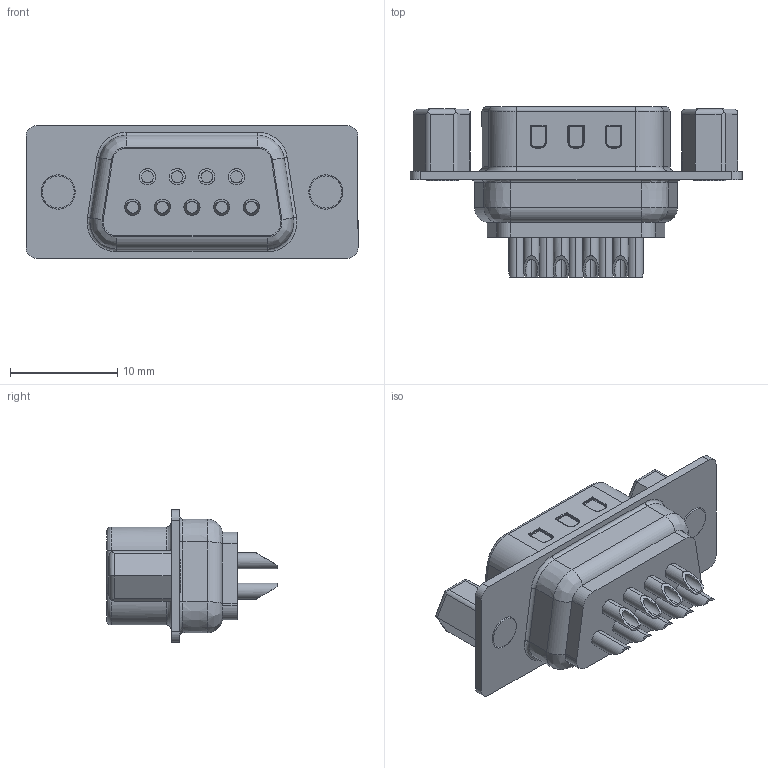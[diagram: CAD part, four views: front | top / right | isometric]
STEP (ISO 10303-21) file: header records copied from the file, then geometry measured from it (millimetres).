
FILE_DESCRIPTION (( 'STEP AP214' ), '1' );
FILE_NAME ('User Library-DB9-male cable solder.STEP', '2020-01-04T07:14:21', ( '' ), ( '' ), 'SwSTEP 2.0', 'SolidWorks 2019', '' );
FILE_SCHEMA (( 'AUTOMOTIVE_DESIGN' ));
Length unit declared in the file: millimetre
Products named in the file (1): User Library-DB9-male cable solder
Bounding box: 31 x 15.9 x 12.4 mm (x, y, z)
Volume: 1407.3 mm3; surface area: 2823.2 mm2
Topology: 1 solids, 1 shells, 534 faces, 1318 edges, 788 vertices
Faces by surface type: cylinder 243, bspline 141, plane 121, cone 29
Entity records: 20095 total; most frequent: CARTESIAN_POINT 7148, ORIENTED_EDGE 2572, DIRECTION 2304, EDGE_CURVE 1286, AXIS2_PLACEMENT_3D 887, VERTEX_POINT 788, EDGE_LOOP 576, FACE_OUTER_BOUND 534
